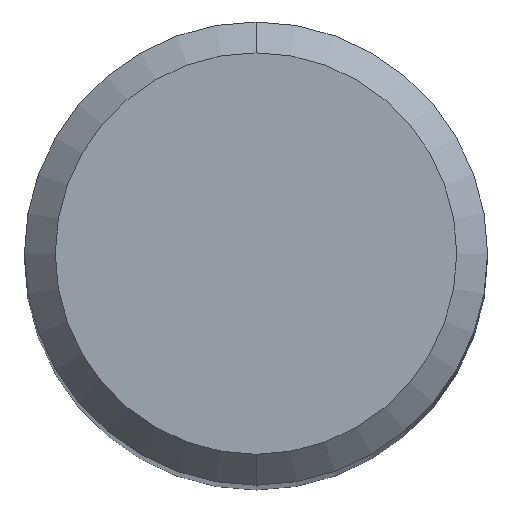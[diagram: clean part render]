
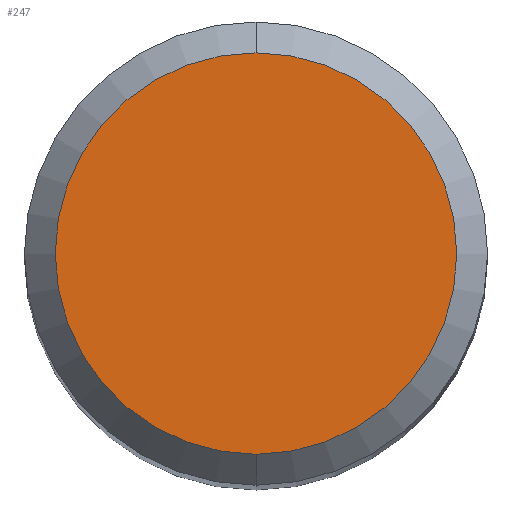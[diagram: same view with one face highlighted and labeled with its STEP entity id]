
A CAD part, top view. The second image highlights one B-rep face of the part: STEP entity #247.
In plain terms, the highlighted planar face has unit normal (0, 0, 1).
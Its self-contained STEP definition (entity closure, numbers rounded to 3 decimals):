
#239=VERTEX_POINT('',#553);
#247=ADVANCED_FACE('',(#563),#564,.T.);
#261=EDGE_CURVE('',#401,#239,#579,.T.);
#375=EDGE_CURVE('',#239,#401,#705,.T.);
#401=VERTEX_POINT('',#733);
#553=CARTESIAN_POINT('',(0.0,2.6,0.0));
#563=FACE_OUTER_BOUND('',#964,.T.);
#564=PLANE('',#965);
#579=CIRCLE('',#988,2.6);
#705=CIRCLE('',#1290,2.6);
#733=CARTESIAN_POINT('',(0.,-2.6,0.0));
#964=EDGE_LOOP('',(#1556,#1557));
#965=AXIS2_PLACEMENT_3D('',#1558,#1559,#1560);
#988=AXIS2_PLACEMENT_3D('',#1575,#1576,#1577);
#1290=AXIS2_PLACEMENT_3D('',#1726,#1727,#1728);
#1556=ORIENTED_EDGE('',*,*,#375,.F.);
#1557=ORIENTED_EDGE('',*,*,#261,.F.);
#1558=CARTESIAN_POINT('',(0.0,1.3,0.0));
#1559=DIRECTION('',(-0.0,0.0,1.0));
#1560=DIRECTION('',(0.0,-1.0,0.0));
#1575=CARTESIAN_POINT('',(0.0,0.0,0.0));
#1576=DIRECTION('',(0.0,0.0,-1.0));
#1577=DIRECTION('',(0.0,1.0,0.0));
#1726=CARTESIAN_POINT('',(0.0,0.0,0.0));
#1727=DIRECTION('',(0.0,0.0,-1.0));
#1728=DIRECTION('',(0.0,1.0,0.0));
